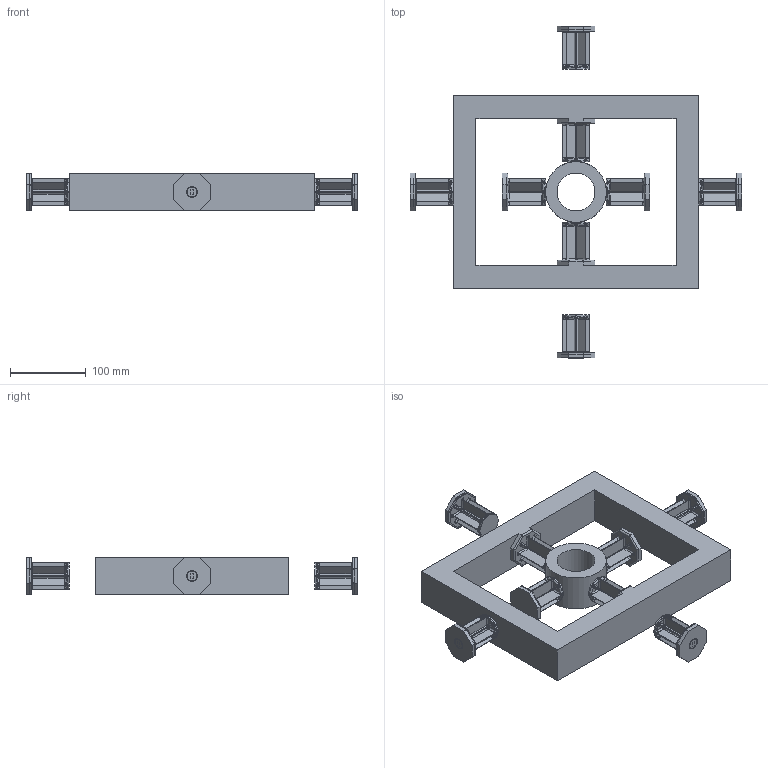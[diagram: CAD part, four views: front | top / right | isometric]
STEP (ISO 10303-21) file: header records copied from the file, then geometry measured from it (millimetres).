
FILE_DESCRIPTION(/* description */ (''),/* implementation_level */ '2;1');
FILE_NAME(/* name */ 'draft roatry adapter.step',/* time_stamp */ '2024-05-04T12:35:16+10:00',/* author */ (''),/* organization */ (''),/* preprocessor_version */ 'ST-DEVELOPER v20',/* originating_system */ 'Autodesk Translation Framework v12.20.1.177',/* authorisation */ '');
FILE_SCHEMA (('AUTOMOTIVE_DESIGN { 1 0 10303 214 3 1 1 }'));
Length unit declared in the file: millimetre
Products named in the file (1): draft roatry adapter
Bounding box: 438 x 438 x 50 mm (x, y, z)
Volume: 1988445.8 mm3; surface area: 410404 mm2
Topology: 12 solids, 12 shells, 1387 faces, 3462 edges, 2092 vertices
Faces by surface type: plane 665, cylinder 586, bspline 128, cone 8
Full cylindrical faces by diameter (mm): 7 x4, 9 x4, 13 x4, 15 x4, 50 x1, 80 x1
Entity records: 45136 total; most frequent: CARTESIAN_POINT 12302, ORIENTED_EDGE 6924, DIRECTION 6680, EDGE_CURVE 3462, LINE 2268, VECTOR 2268, AXIS2_PLACEMENT_3D 2206, VERTEX_POINT 2092
